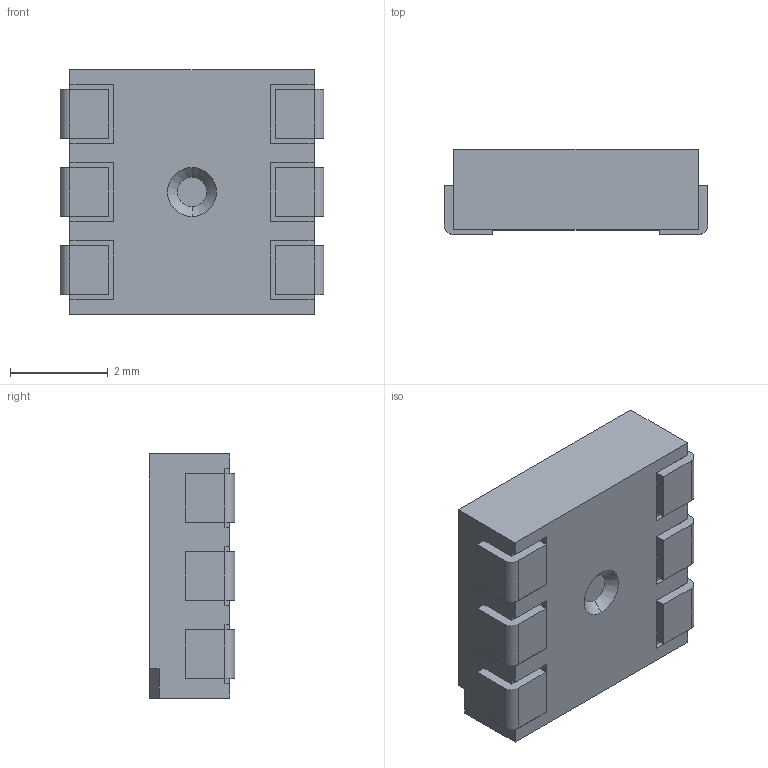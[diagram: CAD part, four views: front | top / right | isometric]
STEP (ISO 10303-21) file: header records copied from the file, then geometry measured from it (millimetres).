
FILE_DESCRIPTION (( 'STEP AP214' ), '1' );
FILE_NAME ('COM-11821.STEP', '2021-03-04T09:58:25', ( '' ), ( '' ), 'SwSTEP 2.0', 'SolidWorks 2017', '' );
FILE_SCHEMA (( 'AUTOMOTIVE_DESIGN' ));
Length unit declared in the file: millimetre
Products named in the file (1): COM-11821
Bounding box: 5.4 x 1.75 x 5 mm (x, y, z)
Volume: 40.4 mm3; surface area: 113.1 mm2
Topology: 7 solids, 7 shells, 92 faces, 228 edges, 152 vertices
Faces by surface type: plane 82, cylinder 6, cone 4
Entity records: 2780 total; most frequent: CARTESIAN_POINT 473, ORIENTED_EDGE 456, DIRECTION 434, EDGE_CURVE 228, VECTOR 208, LINE 208, VERTEX_POINT 152, AXIS2_PLACEMENT_3D 113
